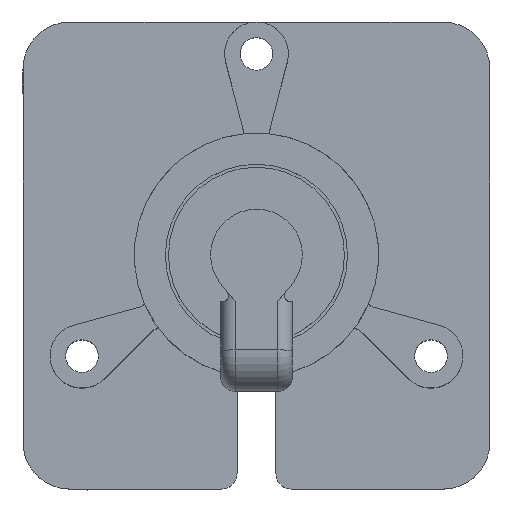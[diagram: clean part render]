
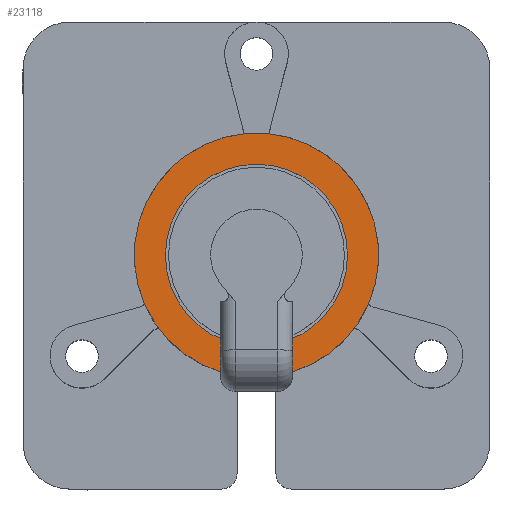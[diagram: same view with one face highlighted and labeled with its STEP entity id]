
A CAD part, top view. The second image highlights one B-rep face of the part: STEP entity #23118.
In plain terms, the highlighted planar face has unit normal (0, 0, 1).
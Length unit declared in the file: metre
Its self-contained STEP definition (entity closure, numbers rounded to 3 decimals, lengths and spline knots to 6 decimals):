
#2394=LINE('',#32641,#3610);
#3610=VECTOR('',#26924,1.);
#4920=ORIENTED_EDGE('',*,*,#12414,.F.);
#4921=ORIENTED_EDGE('',*,*,#12415,.F.);
#4922=ORIENTED_EDGE('',*,*,#12416,.F.);
#4923=ORIENTED_EDGE('',*,*,#12378,.F.);
#4924=ORIENTED_EDGE('',*,*,#12413,.F.);
#12378=EDGE_CURVE('',#16150,#16151,#18666,.T.);
#12413=EDGE_CURVE('',#16173,#16173,#18680,.T.);
#12414=EDGE_CURVE('',#16174,#16150,#18681,.T.);
#12415=EDGE_CURVE('',#16175,#16174,#2394,.T.);
#12416=EDGE_CURVE('',#16151,#16175,#18682,.T.);
#16150=VERTEX_POINT('',#32563);
#16151=VERTEX_POINT('',#32565);
#16173=VERTEX_POINT('',#32637);
#16174=VERTEX_POINT('',#32640);
#16175=VERTEX_POINT('',#32642);
#18666=CIRCLE('',#24534,0.00785);
#18680=CIRCLE('',#24563,0.00585);
#18681=CIRCLE('',#24565,0.00095);
#18682=CIRCLE('',#24566,0.00095);
#20073=EDGE_LOOP('',(#4920,#4921,#4922,#4923));
#20074=EDGE_LOOP('',(#4924));
#21511=FACE_BOUND('',#20073,.T.);
#21512=FACE_BOUND('',#20074,.T.);
#22925=PLANE('',#24564);
#23118=ADVANCED_FACE('',(#21511,#21512),#22925,.T.);
#24534=AXIS2_PLACEMENT_3D('',#32564,#26839,#26840);
#24563=AXIS2_PLACEMENT_3D('',#32636,#26918,#26919);
#24564=AXIS2_PLACEMENT_3D('',#32638,#26920,#26921);
#24565=AXIS2_PLACEMENT_3D('',#32639,#26922,#26923);
#24566=AXIS2_PLACEMENT_3D('',#32643,#26925,#26926);
#26839=DIRECTION('',(0.,0.,-1.));
#26840=DIRECTION('',(0.,1.,0.));
#26918=DIRECTION('',(0.,0.,1.));
#26919=DIRECTION('',(0.,-1.,0.));
#26920=DIRECTION('',(0.,0.,1.));
#26921=DIRECTION('',(1.,0.,0.));
#26922=DIRECTION('',(0.,0.,1.));
#26923=DIRECTION('',(0.,-1.,0.));
#26924=DIRECTION('',(-1.,0.,0.));
#26925=DIRECTION('',(0.,0.,1.));
#26926=DIRECTION('',(0.,-1.,0.));
#32563=CARTESIAN_POINT('',(-0.002257,-0.007518,0.015067));
#32564=CARTESIAN_POINT('',(0.,0.,0.015067));
#32565=CARTESIAN_POINT('',(0.002257,-0.007518,0.015067));
#32636=CARTESIAN_POINT('',(0.,0.,0.015067));
#32637=CARTESIAN_POINT('',(0.,-0.00585,0.015067));
#32638=CARTESIAN_POINT('',(0.,0.,0.015067));
#32639=CARTESIAN_POINT('',(-0.00135,-0.0078,0.015067));
#32640=CARTESIAN_POINT('',(-0.00135,-0.00685,0.015067));
#32641=CARTESIAN_POINT('',(0.,-0.00685,0.015067));
#32642=CARTESIAN_POINT('',(0.00135,-0.00685,0.015067));
#32643=CARTESIAN_POINT('',(0.00135,-0.0078,0.015067));
